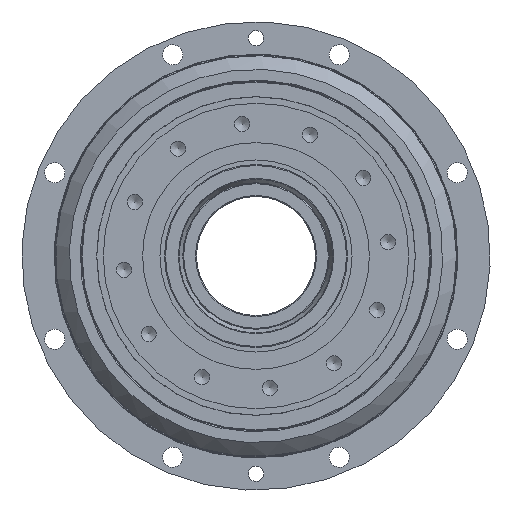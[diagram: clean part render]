
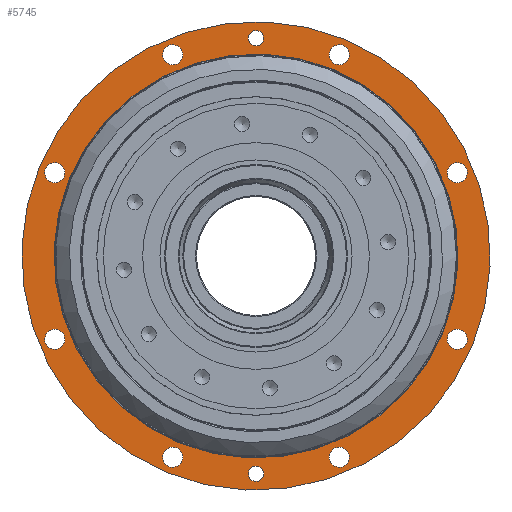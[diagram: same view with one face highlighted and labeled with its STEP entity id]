
A CAD part, left-side view. The second image highlights one B-rep face of the part: STEP entity #5745.
In plain terms, the highlighted face is planar.
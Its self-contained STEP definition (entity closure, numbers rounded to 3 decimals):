
#918=FACE_BOUND('',#2050,.T.);
#919=FACE_BOUND('',#2051,.T.);
#920=FACE_BOUND('',#2052,.T.);
#921=FACE_BOUND('',#2053,.T.);
#922=FACE_BOUND('',#2054,.T.);
#923=FACE_BOUND('',#2055,.T.);
#924=FACE_BOUND('',#2056,.T.);
#925=FACE_BOUND('',#2057,.T.);
#926=FACE_BOUND('',#2058,.T.);
#927=FACE_BOUND('',#2059,.T.);
#928=FACE_BOUND('',#2060,.T.);
#1364=FACE_OUTER_BOUND('',#2049,.T.);
#2049=EDGE_LOOP('',(#4609));
#2050=EDGE_LOOP('',(#4610));
#2051=EDGE_LOOP('',(#4611));
#2052=EDGE_LOOP('',(#4612));
#2053=EDGE_LOOP('',(#4613));
#2054=EDGE_LOOP('',(#4614));
#2055=EDGE_LOOP('',(#4615));
#2056=EDGE_LOOP('',(#4616));
#2057=EDGE_LOOP('',(#4617));
#2058=EDGE_LOOP('',(#4618));
#2059=EDGE_LOOP('',(#4619));
#2060=EDGE_LOOP('',(#4620));
#2486=CIRCLE('',#6436,110.4);
#2487=CIRCLE('',#6438,128.);
#2488=CIRCLE('',#6439,5.5);
#2489=CIRCLE('',#6440,5.5);
#2490=CIRCLE('',#6441,5.5);
#2491=CIRCLE('',#6442,5.5);
#2492=CIRCLE('',#6443,5.5);
#2493=CIRCLE('',#6444,5.5);
#2494=CIRCLE('',#6445,5.5);
#2495=CIRCLE('',#6446,5.5);
#2496=CIRCLE('',#6447,4.188);
#2497=CIRCLE('',#6448,4.188);
#2971=VERTEX_POINT('',#9659);
#2972=VERTEX_POINT('',#9662);
#2973=VERTEX_POINT('',#9664);
#2974=VERTEX_POINT('',#9666);
#2975=VERTEX_POINT('',#9668);
#2976=VERTEX_POINT('',#9670);
#2977=VERTEX_POINT('',#9672);
#2978=VERTEX_POINT('',#9674);
#2979=VERTEX_POINT('',#9676);
#2980=VERTEX_POINT('',#9678);
#2981=VERTEX_POINT('',#9680);
#2982=VERTEX_POINT('',#9682);
#3544=EDGE_CURVE('',#2971,#2971,#2486,.T.);
#3545=EDGE_CURVE('',#2972,#2972,#2487,.T.);
#3546=EDGE_CURVE('',#2973,#2973,#2488,.T.);
#3547=EDGE_CURVE('',#2974,#2974,#2489,.T.);
#3548=EDGE_CURVE('',#2975,#2975,#2490,.T.);
#3549=EDGE_CURVE('',#2976,#2976,#2491,.T.);
#3550=EDGE_CURVE('',#2977,#2977,#2492,.T.);
#3551=EDGE_CURVE('',#2978,#2978,#2493,.T.);
#3552=EDGE_CURVE('',#2979,#2979,#2494,.T.);
#3553=EDGE_CURVE('',#2980,#2980,#2495,.T.);
#3554=EDGE_CURVE('',#2981,#2981,#2496,.T.);
#3555=EDGE_CURVE('',#2982,#2982,#2497,.T.);
#4609=ORIENTED_EDGE('',*,*,#3545,.T.);
#4610=ORIENTED_EDGE('',*,*,#3546,.T.);
#4611=ORIENTED_EDGE('',*,*,#3547,.T.);
#4612=ORIENTED_EDGE('',*,*,#3548,.T.);
#4613=ORIENTED_EDGE('',*,*,#3549,.T.);
#4614=ORIENTED_EDGE('',*,*,#3550,.T.);
#4615=ORIENTED_EDGE('',*,*,#3551,.T.);
#4616=ORIENTED_EDGE('',*,*,#3552,.T.);
#4617=ORIENTED_EDGE('',*,*,#3553,.T.);
#4618=ORIENTED_EDGE('',*,*,#3554,.T.);
#4619=ORIENTED_EDGE('',*,*,#3555,.T.);
#4620=ORIENTED_EDGE('',*,*,#3544,.F.);
#4956=PLANE('',#6437);
#5745=ADVANCED_FACE('',(#1364,#918,#919,#920,#921,#922,#923,#924,#925,#926,
#927,#928),#4956,.F.);
#6436=AXIS2_PLACEMENT_3D('',#9660,#7985,#7986);
#6437=AXIS2_PLACEMENT_3D('',#9661,#7987,#7988);
#6438=AXIS2_PLACEMENT_3D('',#9663,#7989,#7990);
#6439=AXIS2_PLACEMENT_3D('',#9665,#7991,#7992);
#6440=AXIS2_PLACEMENT_3D('',#9667,#7993,#7994);
#6441=AXIS2_PLACEMENT_3D('',#9669,#7995,#7996);
#6442=AXIS2_PLACEMENT_3D('',#9671,#7997,#7998);
#6443=AXIS2_PLACEMENT_3D('',#9673,#7999,#8000);
#6444=AXIS2_PLACEMENT_3D('',#9675,#8001,#8002);
#6445=AXIS2_PLACEMENT_3D('',#9677,#8003,#8004);
#6446=AXIS2_PLACEMENT_3D('',#9679,#8005,#8006);
#6447=AXIS2_PLACEMENT_3D('',#9681,#8007,#8008);
#6448=AXIS2_PLACEMENT_3D('',#9683,#8009,#8010);
#7985=DIRECTION('center_axis',(-1.,0.,0.));
#7986=DIRECTION('ref_axis',(0.,0.383,-0.924));
#7987=DIRECTION('center_axis',(1.,0.,0.));
#7988=DIRECTION('ref_axis',(0.,0.383,-0.924));
#7989=DIRECTION('center_axis',(-1.,0.,0.));
#7990=DIRECTION('ref_axis',(0.,-0.924,-0.383));
#7991=DIRECTION('center_axis',(1.,0.,0.));
#7992=DIRECTION('ref_axis',(0.,-0.383,0.924));
#7993=DIRECTION('center_axis',(1.,0.,0.));
#7994=DIRECTION('ref_axis',(0.,-0.924,0.383));
#7995=DIRECTION('center_axis',(1.,0.,0.));
#7996=DIRECTION('ref_axis',(0.,-0.924,-0.383));
#7997=DIRECTION('center_axis',(1.,0.,0.));
#7998=DIRECTION('ref_axis',(0.,-0.383,-0.924));
#7999=DIRECTION('center_axis',(1.,0.,0.));
#8000=DIRECTION('ref_axis',(0.,0.383,-0.924));
#8001=DIRECTION('center_axis',(1.,0.,0.));
#8002=DIRECTION('ref_axis',(0.,0.924,-0.383));
#8003=DIRECTION('center_axis',(1.,0.,0.));
#8004=DIRECTION('ref_axis',(0.,0.924,0.383));
#8005=DIRECTION('center_axis',(1.,0.,0.));
#8006=DIRECTION('ref_axis',(0.,0.383,0.924));
#8007=DIRECTION('center_axis',(1.,0.,0.));
#8008=DIRECTION('ref_axis',(0.,-0.383,0.924));
#8009=DIRECTION('center_axis',(1.,0.,0.));
#8010=DIRECTION('ref_axis',(0.,0.383,-0.924));
#9659=CARTESIAN_POINT('',(56.5,-42.248,101.996));
#9660=CARTESIAN_POINT('Origin',(56.5,0.,0.));
#9661=CARTESIAN_POINT('Origin',(56.5,0.,0.));
#9662=CARTESIAN_POINT('',(56.5,118.257,48.983));
#9663=CARTESIAN_POINT('Origin',(56.5,0.,0.));
#9664=CARTESIAN_POINT('',(56.5,107.837,50.621));
#9665=CARTESIAN_POINT('Origin',(56.5,109.942,45.539));
#9666=CARTESIAN_POINT('',(56.5,40.458,112.046));
#9667=CARTESIAN_POINT('Origin',(56.5,45.539,109.942));
#9668=CARTESIAN_POINT('',(56.5,-50.621,107.837));
#9669=CARTESIAN_POINT('Origin',(56.5,-45.539,109.942));
#9670=CARTESIAN_POINT('',(56.5,-112.046,40.458));
#9671=CARTESIAN_POINT('Origin',(56.5,-109.942,45.539));
#9672=CARTESIAN_POINT('',(56.5,-107.837,-50.621));
#9673=CARTESIAN_POINT('Origin',(56.5,-109.942,-45.539));
#9674=CARTESIAN_POINT('',(56.5,-40.458,-112.046));
#9675=CARTESIAN_POINT('Origin',(56.5,-45.539,-109.942));
#9676=CARTESIAN_POINT('',(56.5,50.621,-107.837));
#9677=CARTESIAN_POINT('Origin',(56.5,45.539,-109.942));
#9678=CARTESIAN_POINT('',(56.5,112.046,-40.458));
#9679=CARTESIAN_POINT('Origin',(56.5,109.942,-45.539));
#9680=CARTESIAN_POINT('',(56.5,-1.603,122.869));
#9681=CARTESIAN_POINT('Origin',(56.5,0.,119.));
#9682=CARTESIAN_POINT('',(56.5,1.603,-122.869));
#9683=CARTESIAN_POINT('Origin',(56.5,0.,-119.));
